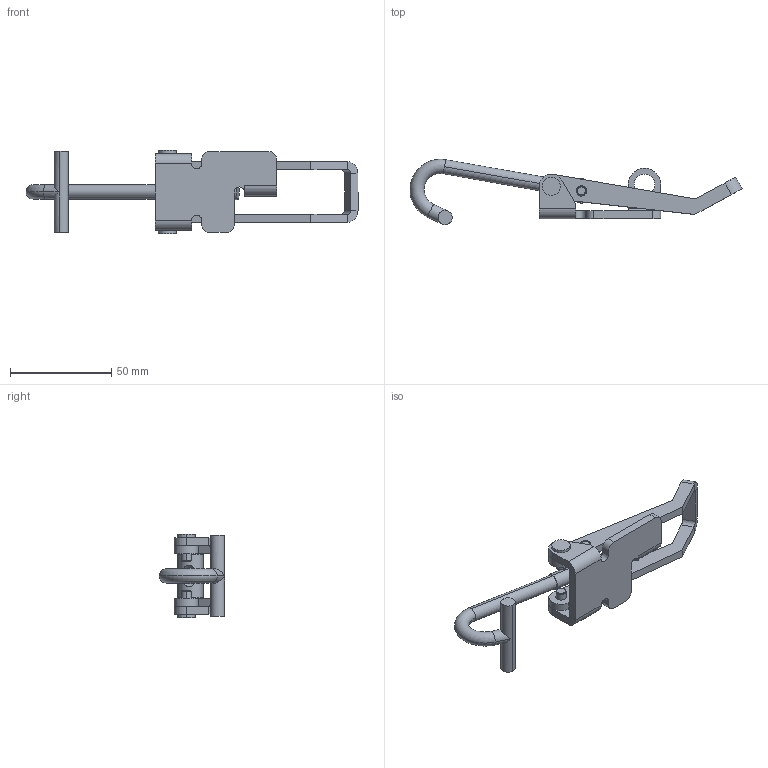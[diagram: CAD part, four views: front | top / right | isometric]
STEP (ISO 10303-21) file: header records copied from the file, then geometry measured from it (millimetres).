
FILE_DESCRIPTION (( 'STEP AP214' ), '1' );
FILE_NAME ('520811 - 703 BT LA.STEP', '2017-02-02T11:07:04', ( '' ), ( '' ), 'SwSTEP 2.0', 'SolidWorks 2015', '' );
FILE_SCHEMA (( 'AUTOMOTIVE_DESIGN' ));
Length unit declared in the file: millimetre
Products named in the file (6): 520811 - 703 BT LA; 74086 - B鐱d T-skruv 703 RF; 703 - Rulle; 704 - Rivet Gradin; 703 - Bygel; 703- Platta LA
Assembly tree (6 placements, depth 2):
  520811 - 703 BT LA
    703- Platta LA
    703 - Bygel
    704 - Rivet Gradin  x2
    703 - Rulle
    74086 - B鐱d T-skruv 703 RF
Bounding box: 163.97 x 32.3 x 41 mm (x, y, z)
Volume: 27019.8 mm3; surface area: 18262.7 mm2
Topology: 6 solids, 6 shells, 146 faces, 327 edges, 200 vertices
Faces by surface type: cylinder 66, plane 66, cone 12, torus 2
Entity records: 4189 total; most frequent: CARTESIAN_POINT 794, DIRECTION 715, ORIENTED_EDGE 610, EDGE_CURVE 305, AXIS2_PLACEMENT_3D 275, VERTEX_POINT 186, VECTOR 165, LINE 165
